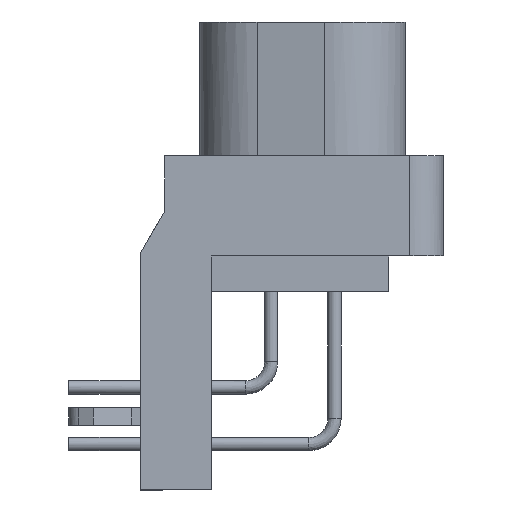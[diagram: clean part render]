
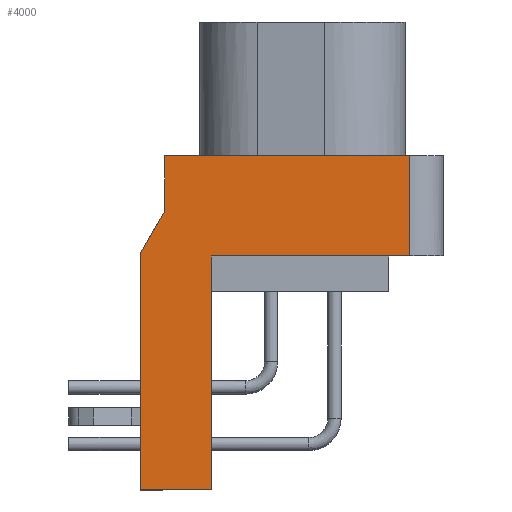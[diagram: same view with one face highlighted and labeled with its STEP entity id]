
A CAD part, left-side view. The second image highlights one B-rep face of the part: STEP entity #4000.
In plain terms, the highlighted free-form (B-spline) face has degree [1, 1] with [2, 2] control points.
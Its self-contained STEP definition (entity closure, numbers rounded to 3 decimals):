
#2535=CARTESIAN_POINT('V60',(-34.85,2.085,
   0.5));
#2536=VERTEX_POINT('V60',#2535);
#2542=CARTESIAN_POINT('V63',(-34.85,-8.915,
   0.5));
#2543=VERTEX_POINT('V63',#2542);
#2544=CARTESIAN_POINT('E88',(-34.85,-8.915,
   0.5));
#2545=CARTESIAN_POINT('E88',(-34.85,2.085,
   0.5));
#2546=B_SPLINE_CURVE_WITH_KNOTS('E88',1,(#2544,#2545),
   .POLYLINE_FORM.,.F.,.U.,(2,2),(0.0,22.0),.UNSPECIFIED.);
#2547=EDGE_CURVE('E88',#2543,#2536,#2546,.T.);
#2600=CARTESIAN_POINT('V59',(-34.85,2.085,
   -2.0));
#2601=VERTEX_POINT('V59',#2600);
#2602=CARTESIAN_POINT('E83',(-34.85,2.085,
   -2.0));
#2603=CARTESIAN_POINT('E83',(-34.85,2.085,
   0.5));
#2604=QUASI_UNIFORM_CURVE('E83',1,(#2602,#2603),.POLYLINE_FORM.,.F.,
   .U.);
#2605=EDGE_CURVE('E83',#2601,#2536,#2604,.T.);
#3777=CARTESIAN_POINT('V65',(-34.85,3.185,
   -3.905));
#3778=VERTEX_POINT('V65',#3777);
#3784=CARTESIAN_POINT('E89',(-34.85,2.085,
   -2.0));
#3785=CARTESIAN_POINT('E89',(-34.85,3.185,
   -3.905));
#3786=QUASI_UNIFORM_CURVE('E89',1,(#3784,#3785),.POLYLINE_FORM.,.F.,
   .U.);
#3787=EDGE_CURVE('E89',#2601,#3778,#3786,.T.);
#3895=CARTESIAN_POINT('V64',(-34.85,-8.915,
   -4.0));
#3896=VERTEX_POINT('V64',#3895);
#3910=CARTESIAN_POINT('V66',(-34.85,-0.015,
   -4.0));
#3911=VERTEX_POINT('V66',#3910);
#3912=CARTESIAN_POINT('E92',(-34.85,-0.015,
   -4.0));
#3913=CARTESIAN_POINT('E92',(-34.85,-8.915,
   -4.0));
#3914=B_SPLINE_CURVE_WITH_KNOTS('E92',1,(#3912,#3913),
   .POLYLINE_FORM.,.F.,.U.,(2,2),(0.144,1.0),
   .UNSPECIFIED.);
#3915=EDGE_CURVE('E92',#3911,#3896,#3914,.T.);
#3958=CARTESIAN_POINT('E87',(-34.85,-8.915,
   0.5));
#3959=CARTESIAN_POINT('E87',(-34.85,-8.915,
   -4.0));
#3960=QUASI_UNIFORM_CURVE('E87',1,(#3958,#3959),.POLYLINE_FORM.,.F.,
   .U.);
#3961=EDGE_CURVE('E87',#2543,#3896,#3960,.T.);
#3969=CARTESIAN_POINT('F30',(-34.85,3.965,
   -15.325));
#3970=CARTESIAN_POINT('F30',(-34.85,-11.195,
   -15.325));
#3971=CARTESIAN_POINT('F30',(-34.85,3.965,
   0.825));
#3972=CARTESIAN_POINT('F30',(-34.85,-11.195,
   0.825));
#3973=QUASI_UNIFORM_SURFACE('F30',1,1,((#3969,#3971),(#3970,#3972))
,.PLANE_SURF.,.F.,.F.,.U.);
#3974=ORIENTED_EDGE('E87',*,*,#3961,.F.);
#3975=ORIENTED_EDGE('E88',*,*,#2547,.T.);
#3976=ORIENTED_EDGE('E83',*,*,#2605,.F.);
#3977=ORIENTED_EDGE('E89',*,*,#3787,.T.);
#3978=CARTESIAN_POINT('V5',(-34.85,3.185,
   -14.5));
#3979=VERTEX_POINT('V5',#3978);
#3980=CARTESIAN_POINT('E90',(-34.85,3.185,
   -3.905));
#3981=CARTESIAN_POINT('E90',(-34.85,3.185,
   -14.5));
#3982=QUASI_UNIFORM_CURVE('E90',1,(#3980,#3981),.POLYLINE_FORM.,.F.,
   .U.);
#3983=EDGE_CURVE('E90',#3778,#3979,#3982,.T.);
#3984=ORIENTED_EDGE('E90',*,*,#3983,.T.);
#3985=CARTESIAN_POINT('V4',(-34.85,-0.015,
   -14.5));
#3986=VERTEX_POINT('V4',#3985);
#3987=CARTESIAN_POINT('E4',(-34.85,3.185,
   -14.5));
#3988=CARTESIAN_POINT('E4',(-34.85,-0.015,
   -14.5));
#3989=QUASI_UNIFORM_CURVE('E4',1,(#3987,#3988),.POLYLINE_FORM.,.F.,
   .U.);
#3990=EDGE_CURVE('E4',#3979,#3986,#3989,.T.);
#3991=ORIENTED_EDGE('E4',*,*,#3990,.T.);
#3992=CARTESIAN_POINT('E91',(-34.85,-0.015,
   -14.5));
#3993=CARTESIAN_POINT('E91',(-34.85,-0.015,
   -4.0));
#3994=QUASI_UNIFORM_CURVE('E91',1,(#3992,#3993),.POLYLINE_FORM.,.F.,
   .U.);
#3995=EDGE_CURVE('E91',#3986,#3911,#3994,.T.);
#3996=ORIENTED_EDGE('E91',*,*,#3995,.T.);
#3997=ORIENTED_EDGE('E92',*,*,#3915,.T.);
#3998=EDGE_LOOP('F30',(#3974,#3975,#3976,#3977,#3984,#3991,#3996,
   #3997));
#3999=FACE_OUTER_BOUND('F30',#3998,.T.);
#4000=ADVANCED_FACE('F30',(#3999),#3973,.T.);
